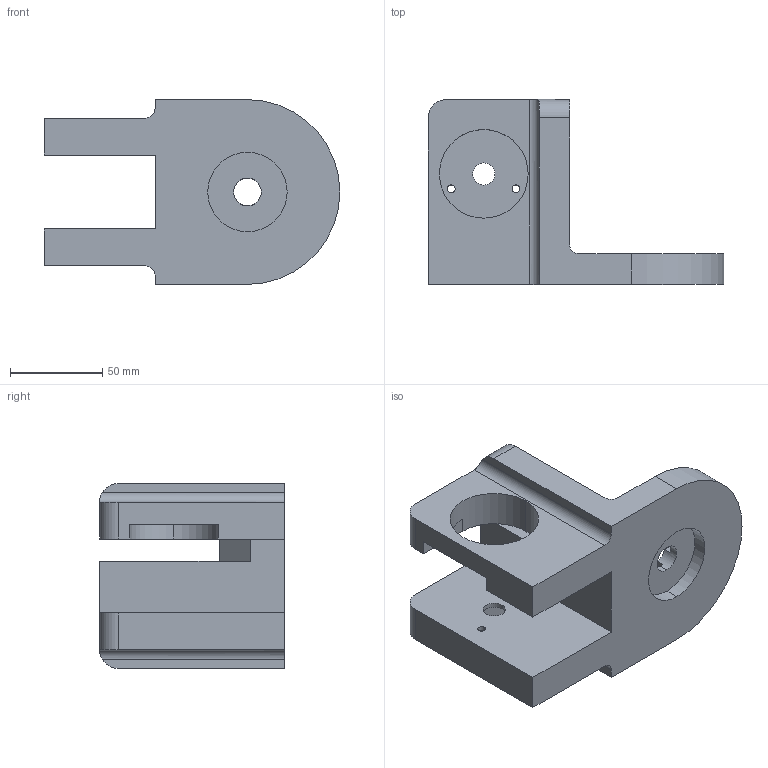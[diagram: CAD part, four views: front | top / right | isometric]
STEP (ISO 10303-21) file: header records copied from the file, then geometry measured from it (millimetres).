
FILE_DESCRIPTION (( 'STEP AP214' ), '1' );
FILE_NAME ('first_link1.STEP', '2024-05-04T09:53:19', ( '' ), ( '' ), 'SwSTEP 2.0', 'SolidWorks 2023', '' );
FILE_SCHEMA (( 'AUTOMOTIVE_DESIGN' ));
Length unit declared in the file: millimetre
Products named in the file (1): first_link1
Bounding box: 160 x 100 x 100 mm (x, y, z)
Volume: 418935.7 mm3; surface area: 75002.5 mm2
Topology: 1 solids, 1 shells, 63 faces, 178 edges, 118 vertices
Faces by surface type: plane 43, cylinder 20
Entity records: 2123 total; most frequent: CARTESIAN_POINT 400, ORIENTED_EDGE 356, DIRECTION 352, EDGE_CURVE 178, LINE 128, VECTOR 128, VERTEX_POINT 118, AXIS2_PLACEMENT_3D 112
